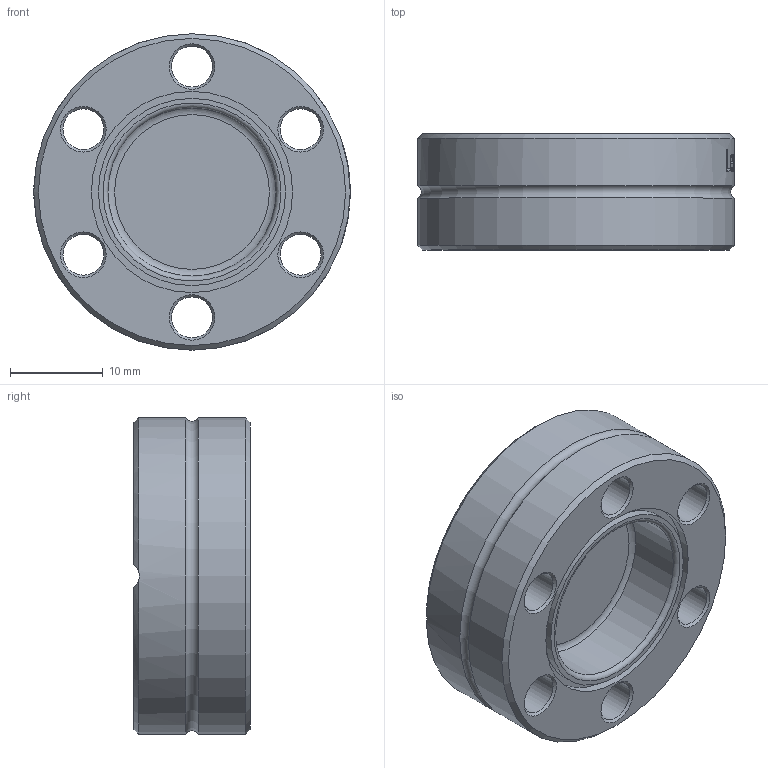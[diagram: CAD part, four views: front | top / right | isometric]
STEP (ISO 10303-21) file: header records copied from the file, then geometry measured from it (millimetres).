
FILE_DESCRIPTION(/* description */ (''),/* implementation_level */ '2;1');
FILE_NAME(/* name */ 'VP-16CF.stp',/* time_stamp */ '2023-08-10T12:45:13+01:00',/* author */ ('PaulJarvis'),/* organization */ (''),/* preprocessor_version */ 'ST-DEVELOPER v19.2',/* originating_system */ 'Autodesk Inventor 2023',/* authorisation */ '');
FILE_SCHEMA (('AUTOMOTIVE_DESIGN { 1 0 10303 214 3 1 1 }'));
Length unit declared in the file: millimetre
Products named in the file (4): VP-16CF; FL-16CF bored for VP; DN16 Spinning; DN16 glass disc
Assembly tree (3 placements, depth 2):
  VP-16CF
    FL-16CF bored for VP
    DN16 Spinning
    DN16 glass disc
Bounding box: 34.05 x 12.5 x 34.05 mm (x, y, z)
Volume: 7277.6 mm3; surface area: 6174.4 mm2
Topology: 3 solids, 3 shells, 148 faces, 377 edges, 247 vertices
Faces by surface type: plane 55, bspline 41, cylinder 27, cone 17, torus 8
Full cylindrical faces by diameter (mm): 4.4 x6, 16.3 x1, 16.5 x1, 18.1 x1, 18.15 x1, 19.15 x2, 20.15 x1, 21.4 x1, 21.65 x1, 34.05 x2
Entity records: 6045 total; most frequent: CARTESIAN_POINT 2438, ORIENTED_EDGE 754, DIRECTION 654, EDGE_CURVE 377, AXIS2_PLACEMENT_3D 255, VERTEX_POINT 247, EDGE_LOOP 176, FACE_OUTER_BOUND 148
